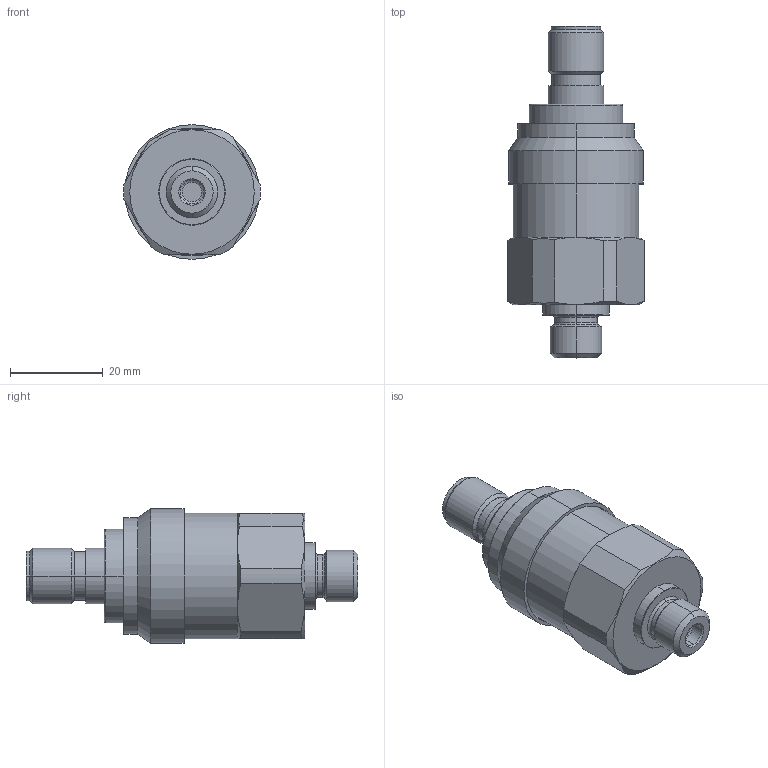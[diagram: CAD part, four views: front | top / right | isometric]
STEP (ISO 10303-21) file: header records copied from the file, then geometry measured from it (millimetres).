
FILE_DESCRIPTION (( 'STEP AP214' ), '1' );
FILE_NAME ('828X.XX.XX.42.35.STEP', '2017-07-03T13:52:09', ( 'upgadmin' ), ( 'Hewlett-Packard Company' ), 'SwSTEP 2.0', 'SolidWorks 2016', '' );
FILE_SCHEMA (( 'AUTOMOTIVE_DESIGN' ));
Length unit declared in the file: millimetre
Products named in the file (7): M12x1; 42_C30069; Bördelmutter_C24031; 828X.XX.XX.42.35; Bördelmutter
Assembly tree (3 placements, depth 2):
  M12x1
  828X.XX.XX.42.35
    42_C30069
    Bördelmutter_C24031
    M12x1
  42_C30069
  Bördelmutter
Bounding box: 29.48 x 71.44 x 29 mm (x, y, z)
Volume: 26530.9 mm3; surface area: 10214.2 mm2
Topology: 3 solids, 3 shells, 161 faces, 332 edges, 196 vertices
Faces by surface type: cylinder 60, plane 35, cone 34, torus 32
Entity records: 4980 total; most frequent: DIRECTION 852, CARTESIAN_POINT 832, ORIENTED_EDGE 664, AXIS2_PLACEMENT_3D 374, EDGE_CURVE 332, CIRCLE 206, VERTEX_POINT 196, EDGE_LOOP 182
